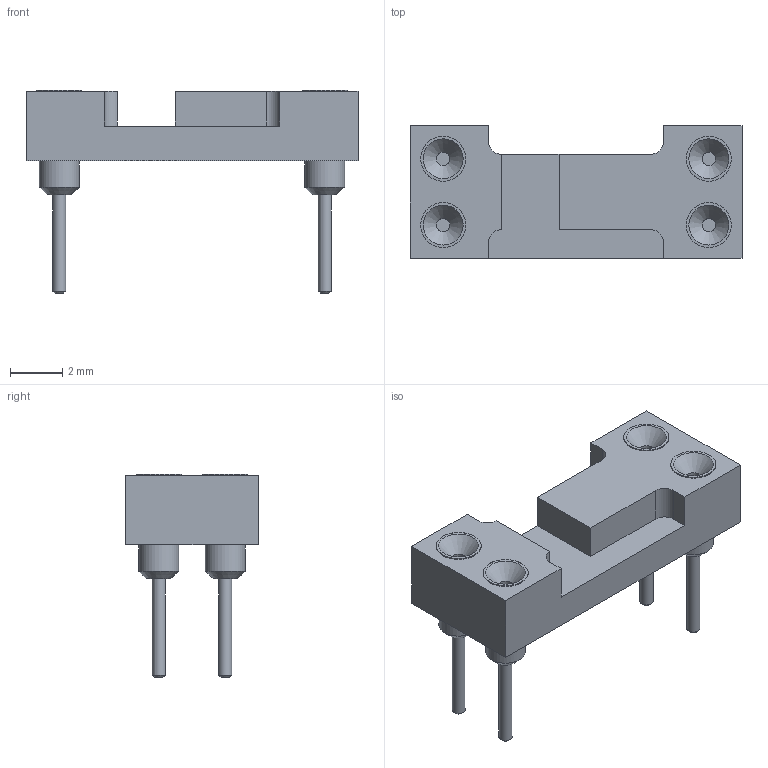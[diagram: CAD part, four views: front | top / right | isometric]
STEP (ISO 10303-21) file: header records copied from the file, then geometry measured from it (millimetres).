
FILE_DESCRIPTION(/* description */ ('model of DIP-4_W10.16mm_Socket'),/* implementation_level */ '2;1');
FILE_NAME(/* name */ 'DIP-4_W10.16mm_Socket.step',/* time_stamp */ '2017-11-03T14:45:40',/* author */ ('Terje Io','https://github.com/terjeio'),/* organization */ ('FreeCAD'),/* preprocessor_version */ 'OCC',/* originating_system */ 'kicad StepUp',/* authorisation */ '');
FILE_SCHEMA(('AUTOMOTIVE_DESIGN_CC2 { 1 2 10303 214 -1 1 5 4 }'));
Length unit declared in the file: millimetre
Products named in the file (1): DIP_4_W1016mm_Socket
Bounding box: 12.7 x 5.08 x 7.79 mm (x, y, z)
Volume: 143 mm3; surface area: 280.6 mm2
Topology: 1 solids, 1 shells, 69 faces, 132 edges, 85 vertices
Faces by surface type: plane 37, cylinder 20, cone 12
Full cylindrical faces by diameter (mm): 0.508 x8, 1.524 x4, 1.724 x4
Entity records: 2246 total; most frequent: DIRECTION 328, CARTESIAN_POINT 287, ORIENTED_EDGE 264, EDGE_CURVE 132, AXIS2_PLACEMENT_3D 126, FACE_BOUND 89, EDGE_LOOP 89, VERTEX_POINT 85
